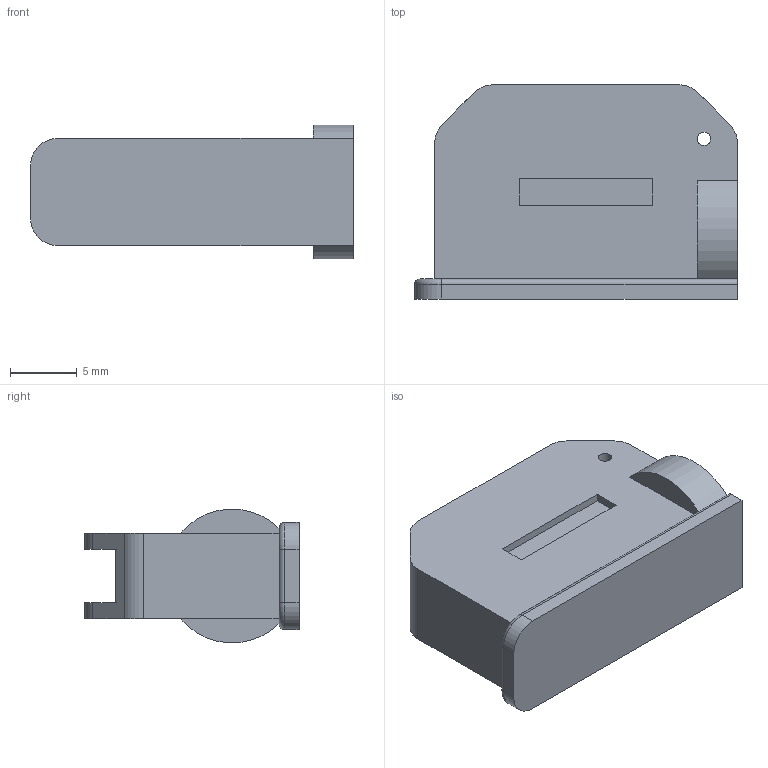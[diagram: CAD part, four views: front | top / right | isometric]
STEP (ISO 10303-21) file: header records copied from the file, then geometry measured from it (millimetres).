
FILE_DESCRIPTION(/* description */ ('STEP AP242','CAx-IF Rec.Pracs.---Representation and Presentation of Product Manufacturing Information (PMI)---4.0---2014-10-13','CAx-IF Rec.Pracs.---3D Tessellated Geometry---0.4---2014-09-14','2;1'),/* implementation_level */ '2;1');
FILE_NAME(/* name */ '64f3e22498da141ecceedbc9',/* time_stamp */ '2023-09-03T01:32:20Z',/* author */ (''),/* organization */ (''),/* preprocessor_version */ 'ST-DEVELOPER v19.4',/* originating_system */ ' ',/* authorisation */ ' ');
FILE_SCHEMA (('AP242_MANAGED_MODEL_BASED_3D_ENGINEERING_MIM_LF { 1 0 10303 442 1 1 4 }'));
Length unit declared in the file: metre
Products named in the file (1): Part 1
Bounding box: 24.1 x 16 x 9.99 mm (x, y, z)
Volume: 1105.1 mm3; surface area: 2043.6 mm2
Topology: 1 solids, 1 shells, 55 faces, 151 edges, 100 vertices
Faces by surface type: plane 38, cylinder 15, torus 2
Full cylindrical faces by diameter (mm): 1 x2
Entity records: 1743 total; most frequent: CARTESIAN_POINT 301, ORIENTED_EDGE 294, DIRECTION 291, EDGE_CURVE 147, LINE 115, VECTOR 115, VERTEX_POINT 98, AXIS2_PLACEMENT_3D 88
